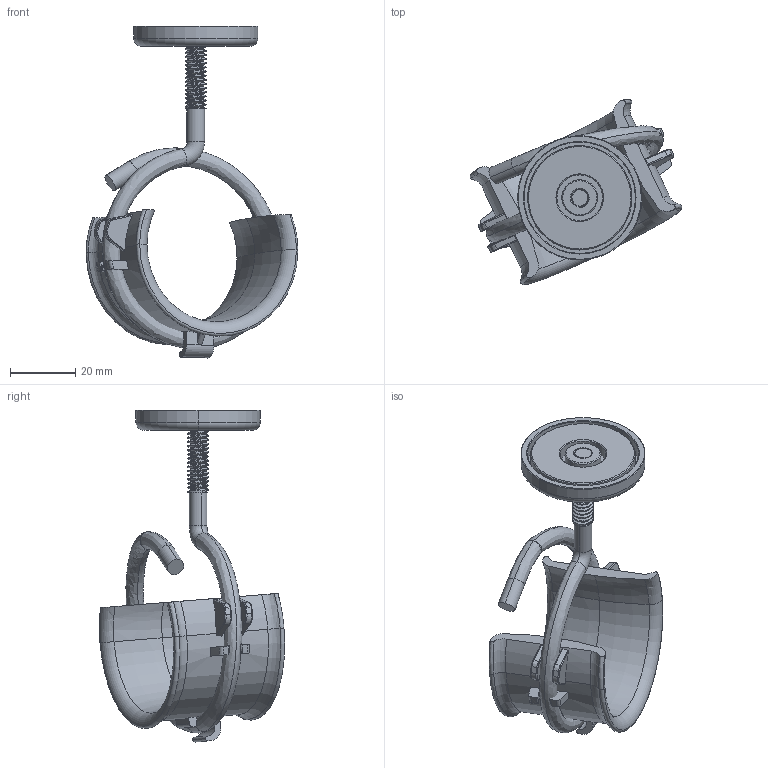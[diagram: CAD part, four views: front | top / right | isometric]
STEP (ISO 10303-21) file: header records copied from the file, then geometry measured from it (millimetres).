
FILE_DESCRIPTION (( 'STEP AP203' ), '1' );
FILE_NAME ('WBRL200SDLMAG.STEP', '2024-11-20T06:34:35', ( '' ), ( '' ), 'SwSTEP 2.0', 'SolidWorks 2019', '' );
FILE_SCHEMA (( 'CONFIG_CONTROL_DESIGN' ));
Length unit declared in the file: millimetre
Products named in the file (8): 200SAD.STEP; WBRL200SDLMAG; 000.100.T01.01.A0-沺璃.STEP; BR200.STEP; WBR4T200SDL.STEP; WBR4T200SDL; WMAG1420.STEP; 000.100.T01.03.A0-N52棠沺.STEP
Assembly tree (7 placements, depth 4):
  WBRL200SDLMAG
    WMAG1420.STEP
      000.100.T01.03.A0-N52棠沺.STEP
      000.100.T01.01.A0-沺璃.STEP
    WBR4T200SDL
      WBR4T200SDL.STEP
        BR200.STEP
        200SAD.STEP
Bounding box: 64.81 x 56.73 x 101.67 mm (x, y, z)
Volume: 24628.9 mm3; surface area: 18959.3 mm2
Topology: 4 solids, 4 shells, 561 faces, 1469 edges, 949 vertices
Faces by surface type: plane 245, bspline 175, cylinder 80, torus 32, cone 29
Entity records: 33438 total; most frequent: CARTESIAN_POINT 20310, ORIENTED_EDGE 2930, DIRECTION 1933, EDGE_CURVE 1465, VERTEX_POINT 949, VECTOR 749, LINE 749, EDGE_LOOP 604
